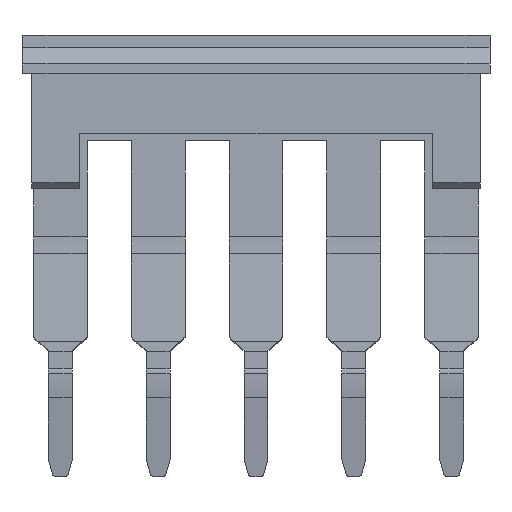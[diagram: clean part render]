
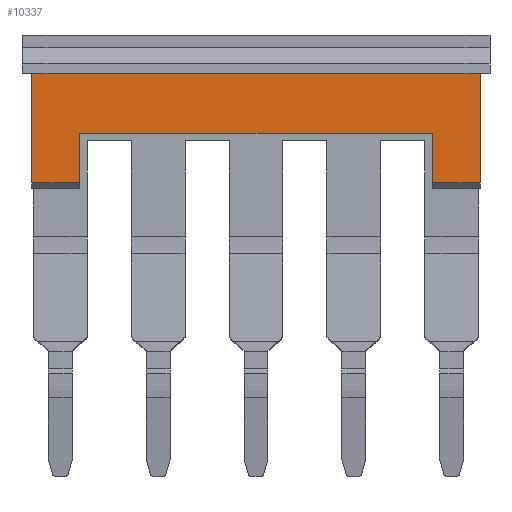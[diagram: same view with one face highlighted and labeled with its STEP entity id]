
A CAD part, front view. The second image highlights one B-rep face of the part: STEP entity #10337.
In plain terms, the highlighted planar face has unit normal (0, -1, 0).
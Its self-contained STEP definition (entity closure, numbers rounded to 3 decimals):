
#10306=AXIS2_PLACEMENT_3D('Plane Axis2P3D',#10303,#10304,#10305) ;
#10065=CARTESIAN_POINT('Vertex',(21.4,0.5,15.322)) ;
#10072=CARTESIAN_POINT('Vertex',(23.9,0.5,15.322)) ;
#10075=CARTESIAN_POINT('Line Origine',(22.65,0.5,15.322)) ;
#10100=CARTESIAN_POINT('Line Origine',(21.4,0.5,16.622)) ;
#10104=CARTESIAN_POINT('Vertex',(21.4,0.5,17.922)) ;
#10140=CARTESIAN_POINT('Line Origine',(12.2,0.5,17.922)) ;
#10144=CARTESIAN_POINT('Vertex',(3.,0.5,17.922)) ;
#10171=CARTESIAN_POINT('Line Origine',(3.,0.5,16.622)) ;
#10175=CARTESIAN_POINT('Vertex',(3.,0.5,15.322)) ;
#10283=CARTESIAN_POINT('Line Origine',(1.75,0.5,15.322)) ;
#10287=CARTESIAN_POINT('Vertex',(0.5,0.5,15.322)) ;
#10303=CARTESIAN_POINT('Axis2P3D Location',(23.9,0.5,21.022)) ;
#10308=CARTESIAN_POINT('Line Origine',(23.9,0.5,18.172)) ;
#10312=CARTESIAN_POINT('Vertex',(23.9,0.5,21.022)) ;
#10315=CARTESIAN_POINT('Line Origine',(12.2,0.5,21.022)) ;
#10319=CARTESIAN_POINT('Vertex',(0.5,0.5,21.022)) ;
#10322=CARTESIAN_POINT('Line Origine',(0.5,0.5,18.172)) ;
#10076=DIRECTION('Vector Direction',(-1.,0.,0.)) ;
#10101=DIRECTION('Vector Direction',(0.,0.,1.)) ;
#10141=DIRECTION('Vector Direction',(1.,0.,0.)) ;
#10172=DIRECTION('Vector Direction',(0.,0.,1.)) ;
#10284=DIRECTION('Vector Direction',(1.,0.,0.)) ;
#10304=DIRECTION('Axis2P3D Direction',(0.,1.,0.)) ;
#10305=DIRECTION('Axis2P3D XDirection',(0.,0.,-1.)) ;
#10309=DIRECTION('Vector Direction',(0.,0.,-1.)) ;
#10316=DIRECTION('Vector Direction',(1.,0.,0.)) ;
#10323=DIRECTION('Vector Direction',(0.,0.,-1.)) ;
#10077=VECTOR('Line Direction',#10076,1.) ;
#10102=VECTOR('Line Direction',#10101,1.) ;
#10142=VECTOR('Line Direction',#10141,1.) ;
#10173=VECTOR('Line Direction',#10172,1.) ;
#10285=VECTOR('Line Direction',#10284,1.) ;
#10310=VECTOR('Line Direction',#10309,1.) ;
#10317=VECTOR('Line Direction',#10316,1.) ;
#10324=VECTOR('Line Direction',#10323,1.) ;
#10328=ORIENTED_EDGE('',*,*,#10314,.F.) ;
#10329=ORIENTED_EDGE('',*,*,#10321,.T.) ;
#10330=ORIENTED_EDGE('',*,*,#10326,.F.) ;
#10331=ORIENTED_EDGE('',*,*,#10289,.T.) ;
#10332=ORIENTED_EDGE('',*,*,#10177,.F.) ;
#10333=ORIENTED_EDGE('',*,*,#10146,.F.) ;
#10334=ORIENTED_EDGE('',*,*,#10106,.F.) ;
#10335=ORIENTED_EDGE('',*,*,#10079,.F.) ;
#10337=ADVANCED_FACE('Kunststoff',(#10336),#10307,.F.) ;
#10079=EDGE_CURVE('',#10073,#10066,#10078,.T.) ;
#10106=EDGE_CURVE('',#10066,#10105,#10103,.T.) ;
#10146=EDGE_CURVE('',#10105,#10145,#10143,.F.) ;
#10177=EDGE_CURVE('',#10145,#10176,#10174,.F.) ;
#10289=EDGE_CURVE('',#10288,#10176,#10286,.T.) ;
#10314=EDGE_CURVE('',#10313,#10073,#10311,.T.) ;
#10321=EDGE_CURVE('',#10313,#10320,#10318,.F.) ;
#10326=EDGE_CURVE('',#10288,#10320,#10325,.F.) ;
#10327=EDGE_LOOP('',(#10328,#10329,#10330,#10331,#10332,#10333,#10334,#10335)) ;
#10336=FACE_OUTER_BOUND('',#10327,.T.) ;
#10078=LINE('Line',#10075,#10077) ;
#10103=LINE('Line',#10100,#10102) ;
#10143=LINE('Line',#10140,#10142) ;
#10174=LINE('Line',#10171,#10173) ;
#10286=LINE('Line',#10283,#10285) ;
#10311=LINE('Line',#10308,#10310) ;
#10318=LINE('Line',#10315,#10317) ;
#10325=LINE('Line',#10322,#10324) ;
#10307=PLANE('',#10306) ;
#10066=VERTEX_POINT('',#10065) ;
#10073=VERTEX_POINT('',#10072) ;
#10105=VERTEX_POINT('',#10104) ;
#10145=VERTEX_POINT('',#10144) ;
#10176=VERTEX_POINT('',#10175) ;
#10288=VERTEX_POINT('',#10287) ;
#10313=VERTEX_POINT('',#10312) ;
#10320=VERTEX_POINT('',#10319) ;
